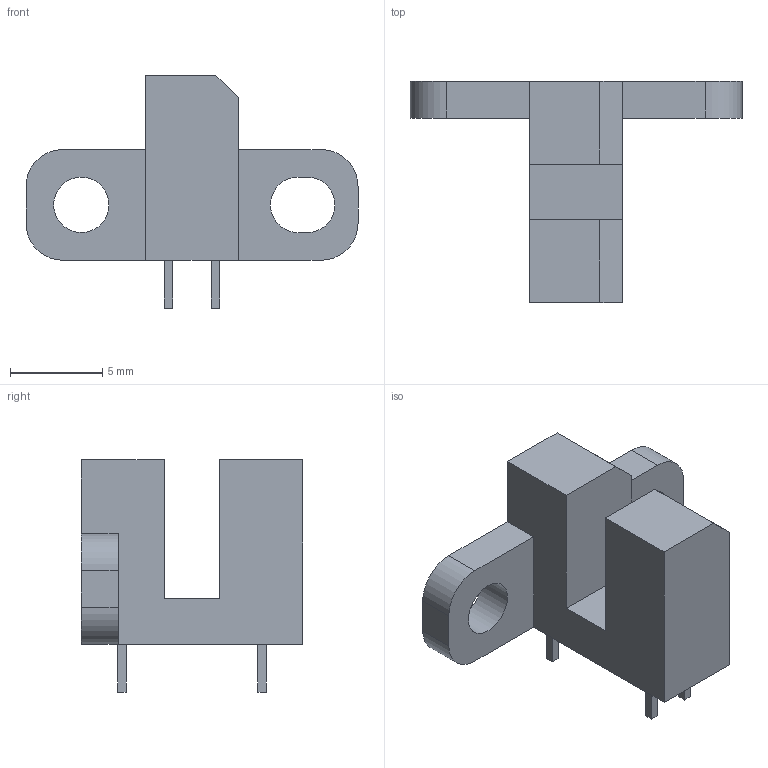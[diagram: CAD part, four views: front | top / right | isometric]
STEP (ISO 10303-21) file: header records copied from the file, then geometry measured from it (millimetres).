
FILE_DESCRIPTION(('Open CASCADE Model'),'2;1');
FILE_NAME('Open CASCADE Shape Model','2024-02-20T06:42:57',('Author'),( 'Open CASCADE'),'Open CASCADE STEP processor 7.7','Open CASCADE 7.7' ,'Unknown');
FILE_SCHEMA(('AUTOMOTIVE_DESIGN { 1 0 10303 214 1 1 1 1 }'));
Length unit declared in the file: millimetre
Products named in the file (1): CNZ1023
Bounding box: 18 x 12 x 12.6 mm (x, y, z)
Volume: 601 mm3; surface area: 702.2 mm2
Topology: 1 solids, 1 shells, 53 faces, 137 edges, 88 vertices
Faces by surface type: plane 46, cylinder 7
Full cylindrical faces by diameter (mm): 3 x1
Entity records: 3900 total; most frequent: CARTESIAN_POINT 589, DIRECTION 517, LINE 371, VECTOR 371, ORIENTED_EDGE 274, PCURVE 274, DEFINITIONAL_REPRESENTATION 274, EDGE_CURVE 137
